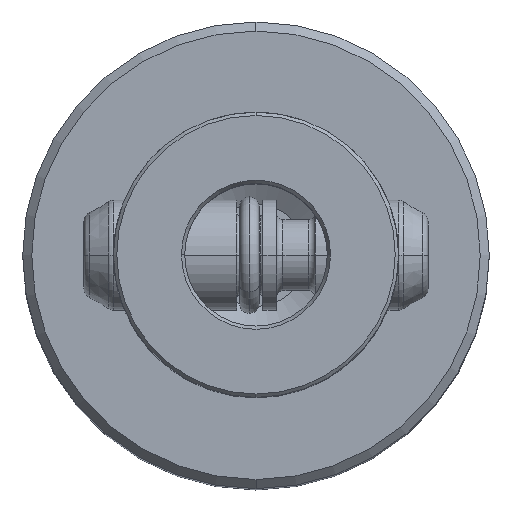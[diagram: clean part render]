
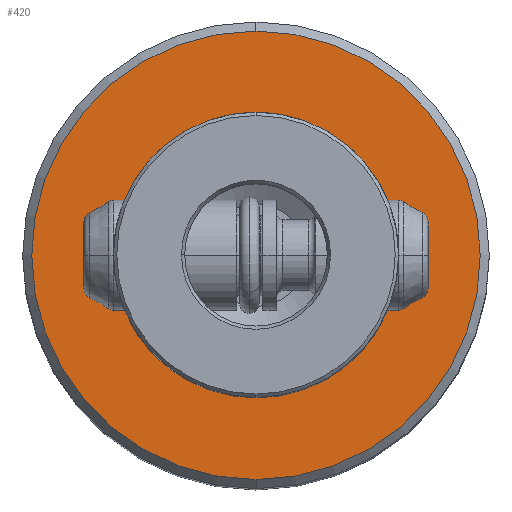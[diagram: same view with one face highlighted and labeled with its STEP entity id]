
A CAD part, top view. The second image highlights one B-rep face of the part: STEP entity #420.
In plain terms, the highlighted planar face has unit normal (0, 0, 1).
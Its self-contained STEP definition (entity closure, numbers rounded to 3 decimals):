
#420=ADVANCED_FACE('NONE',(#1179,#1180),#1181,.T.);
#460=EDGE_CURVE('NONE',#1036,#956,#1224,.T.);
#588=EDGE_CURVE('NONE',#1126,#594,#1368,.T.);
#594=VERTEX_POINT('NONE',#1374);
#598=EDGE_CURVE('NONE',#594,#1126,#1379,.T.);
#956=VERTEX_POINT('NONE',#1792);
#1036=VERTEX_POINT('NONE',#1878);
#1066=EDGE_CURVE('NONE',#956,#1036,#1910,.T.);
#1126=VERTEX_POINT('NONE',#1977);
#1179=FACE_OUTER_BOUND('',#2025,.T.);
#1180=FACE_BOUND('',#2026,.T.);
#1181=PLANE('',#2027);
#1224=CIRCLE('',#2085,17.3);
#1368=CIRCLE('',#2274,11.0);
#1374=CARTESIAN_POINT('',(0.,-11.0,0.0));
#1379=CIRCLE('',#2288,11.0);
#1792=CARTESIAN_POINT('',(0.0,-17.3,0.0));
#1878=CARTESIAN_POINT('',(0.,17.3,0.0));
#1910=CIRCLE('',#3390,17.3);
#1977=CARTESIAN_POINT('',(0.0,11.0,0.0));
#2025=EDGE_LOOP('',(#3511,#3512));
#2026=EDGE_LOOP('',(#3513,#3514));
#2027=AXIS2_PLACEMENT_3D('',#3515,#3516,#3517);
#2085=AXIS2_PLACEMENT_3D('',#3574,#3575,#3576);
#2274=AXIS2_PLACEMENT_3D('',#3776,#3777,#3778);
#2288=AXIS2_PLACEMENT_3D('',#3793,#3794,#3795);
#3390=AXIS2_PLACEMENT_3D('',#4481,#4482,#4483);
#3511=ORIENTED_EDGE('',*,*,#1066,.F.);
#3512=ORIENTED_EDGE('',*,*,#460,.F.);
#3513=ORIENTED_EDGE('',*,*,#588,.F.);
#3514=ORIENTED_EDGE('',*,*,#598,.F.);
#3515=CARTESIAN_POINT('',(-11.0,0.0,0.0));
#3516=DIRECTION('',(-0.0,0.0,1.0));
#3517=DIRECTION('',(0.0,1.0,0.0));
#3574=CARTESIAN_POINT('',(0.0,0.0,0.0));
#3575=DIRECTION('',(0.0,0.0,-1.0));
#3576=DIRECTION('',(0.0,1.0,0.0));
#3776=CARTESIAN_POINT('',(0.0,0.0,0.0));
#3777=DIRECTION('',(0.0,-0.0,1.0));
#3778=DIRECTION('',(0.0,1.0,0.0));
#3793=CARTESIAN_POINT('',(0.0,0.0,0.0));
#3794=DIRECTION('',(0.0,-0.0,1.0));
#3795=DIRECTION('',(0.0,1.0,0.0));
#4481=CARTESIAN_POINT('',(0.0,0.0,0.0));
#4482=DIRECTION('',(0.0,0.0,-1.0));
#4483=DIRECTION('',(0.0,1.0,0.0));
